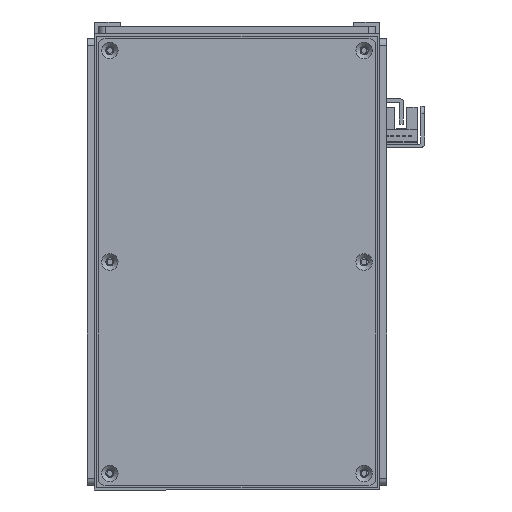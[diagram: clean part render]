
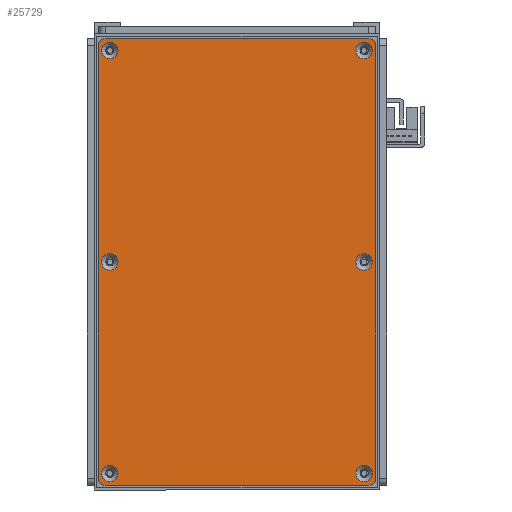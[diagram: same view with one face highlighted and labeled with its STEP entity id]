
A CAD part, front view. The second image highlights one B-rep face of the part: STEP entity #25729.
In plain terms, the highlighted planar face has unit normal (0, -1, 0).
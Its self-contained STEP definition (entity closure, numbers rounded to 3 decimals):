
#2020=FACE_BOUND('',#6115,.T.);
#2021=FACE_BOUND('',#6116,.T.);
#2022=FACE_BOUND('',#6117,.T.);
#2023=FACE_BOUND('',#6118,.T.);
#2024=FACE_BOUND('',#6119,.T.);
#2025=FACE_BOUND('',#6120,.T.);
#3135=CIRCLE('',#28458,3.45);
#3138=CIRCLE('',#28463,3.45);
#3141=CIRCLE('',#28468,3.45);
#3144=CIRCLE('',#28473,3.45);
#3147=CIRCLE('',#28478,3.45);
#3150=CIRCLE('',#28483,3.45);
#3153=CIRCLE('',#28488,3.);
#3155=CIRCLE('',#28491,3.);
#3156=CIRCLE('',#28492,3.);
#3157=CIRCLE('',#28493,3.);
#4458=FACE_OUTER_BOUND('',#6114,.T.);
#6114=EDGE_LOOP('',(#23227,#23228,#23229,#23230,#23231,#23232,#23233,#23234));
#6115=EDGE_LOOP('',(#23235));
#6116=EDGE_LOOP('',(#23236));
#6117=EDGE_LOOP('',(#23237));
#6118=EDGE_LOOP('',(#23238));
#6119=EDGE_LOOP('',(#23239));
#6120=EDGE_LOOP('',(#23240));
#8294=LINE('',#44636,#10481);
#8295=LINE('',#44640,#10482);
#8296=LINE('',#44644,#10483);
#8297=LINE('',#44647,#10484);
#10481=VECTOR('',#35376,10.);
#10482=VECTOR('',#35379,10.);
#10483=VECTOR('',#35382,10.);
#10484=VECTOR('',#35385,10.);
#12860=VERTEX_POINT('',#44566);
#12863=VERTEX_POINT('',#44576);
#12866=VERTEX_POINT('',#44586);
#12869=VERTEX_POINT('',#44596);
#12872=VERTEX_POINT('',#44606);
#12875=VERTEX_POINT('',#44616);
#12878=VERTEX_POINT('',#44626);
#12879=VERTEX_POINT('',#44627);
#12882=VERTEX_POINT('',#44635);
#12883=VERTEX_POINT('',#44637);
#12884=VERTEX_POINT('',#44639);
#12885=VERTEX_POINT('',#44641);
#12886=VERTEX_POINT('',#44643);
#12887=VERTEX_POINT('',#44645);
#16340=EDGE_CURVE('',#12860,#12860,#3135,.T.);
#16345=EDGE_CURVE('',#12863,#12863,#3138,.T.);
#16350=EDGE_CURVE('',#12866,#12866,#3141,.T.);
#16355=EDGE_CURVE('',#12869,#12869,#3144,.T.);
#16360=EDGE_CURVE('',#12872,#12872,#3147,.T.);
#16365=EDGE_CURVE('',#12875,#12875,#3150,.T.);
#16370=EDGE_CURVE('',#12878,#12879,#3153,.T.);
#16374=EDGE_CURVE('',#12878,#12882,#8294,.T.);
#16375=EDGE_CURVE('',#12883,#12882,#3155,.T.);
#16376=EDGE_CURVE('',#12883,#12884,#8295,.T.);
#16377=EDGE_CURVE('',#12885,#12884,#3156,.T.);
#16378=EDGE_CURVE('',#12885,#12886,#8296,.T.);
#16379=EDGE_CURVE('',#12887,#12886,#3157,.T.);
#16380=EDGE_CURVE('',#12887,#12879,#8297,.T.);
#23227=ORIENTED_EDGE('',*,*,#16370,.F.);
#23228=ORIENTED_EDGE('',*,*,#16374,.T.);
#23229=ORIENTED_EDGE('',*,*,#16375,.F.);
#23230=ORIENTED_EDGE('',*,*,#16376,.T.);
#23231=ORIENTED_EDGE('',*,*,#16377,.F.);
#23232=ORIENTED_EDGE('',*,*,#16378,.T.);
#23233=ORIENTED_EDGE('',*,*,#16379,.F.);
#23234=ORIENTED_EDGE('',*,*,#16380,.T.);
#23235=ORIENTED_EDGE('',*,*,#16340,.T.);
#23236=ORIENTED_EDGE('',*,*,#16345,.T.);
#23237=ORIENTED_EDGE('',*,*,#16350,.T.);
#23238=ORIENTED_EDGE('',*,*,#16355,.T.);
#23239=ORIENTED_EDGE('',*,*,#16360,.T.);
#23240=ORIENTED_EDGE('',*,*,#16365,.T.);
#24502=PLANE('',#28490);
#25729=ADVANCED_FACE('',(#4458,#2020,#2021,#2022,#2023,#2024,#2025),#24502,
 .T.);
#28458=AXIS2_PLACEMENT_3D('',#44567,#35296,#35297);
#28463=AXIS2_PLACEMENT_3D('',#44577,#35308,#35309);
#28468=AXIS2_PLACEMENT_3D('',#44587,#35320,#35321);
#28473=AXIS2_PLACEMENT_3D('',#44597,#35332,#35333);
#28478=AXIS2_PLACEMENT_3D('',#44607,#35344,#35345);
#28483=AXIS2_PLACEMENT_3D('',#44617,#35356,#35357);
#28488=AXIS2_PLACEMENT_3D('',#44628,#35368,#35369);
#28490=AXIS2_PLACEMENT_3D('',#44634,#35374,#35375);
#28491=AXIS2_PLACEMENT_3D('',#44638,#35377,#35378);
#28492=AXIS2_PLACEMENT_3D('',#44642,#35380,#35381);
#28493=AXIS2_PLACEMENT_3D('',#44646,#35383,#35384);
#35296=DIRECTION('center_axis',(0.,1.,0.));
#35297=DIRECTION('ref_axis',(1.,0.,0.));
#35308=DIRECTION('center_axis',(0.,1.,0.));
#35309=DIRECTION('ref_axis',(1.,0.,0.));
#35320=DIRECTION('center_axis',(0.,1.,0.));
#35321=DIRECTION('ref_axis',(1.,0.,0.));
#35332=DIRECTION('center_axis',(0.,1.,0.));
#35333=DIRECTION('ref_axis',(1.,0.,0.));
#35344=DIRECTION('center_axis',(0.,1.,0.));
#35345=DIRECTION('ref_axis',(1.,0.,0.));
#35356=DIRECTION('center_axis',(0.,1.,0.));
#35357=DIRECTION('ref_axis',(1.,0.,0.));
#35368=DIRECTION('center_axis',(0.,1.,0.));
#35369=DIRECTION('ref_axis',(-0.707,0.,0.707));
#35374=DIRECTION('center_axis',(0.,-1.,0.));
#35375=DIRECTION('ref_axis',(0.,0.,-1.));
#35376=DIRECTION('',(0.,0.,-1.));
#35377=DIRECTION('center_axis',(0.,1.,0.));
#35378=DIRECTION('ref_axis',(-0.707,0.,-0.707));
#35379=DIRECTION('',(1.,0.,0.));
#35380=DIRECTION('center_axis',(0.,1.,0.));
#35381=DIRECTION('ref_axis',(0.707,0.,-0.707));
#35382=DIRECTION('',(0.,0.,1.));
#35383=DIRECTION('center_axis',(0.,1.,0.));
#35384=DIRECTION('ref_axis',(0.707,0.,0.707));
#35385=DIRECTION('',(-1.,0.,0.));
#44566=CARTESIAN_POINT('',(85.55,-1.5,53.5));
#44567=CARTESIAN_POINT('Origin',(89.,-1.5,53.5));
#44576=CARTESIAN_POINT('',(-3.45,-1.5,-53.5));
#44577=CARTESIAN_POINT('Origin',(0.,-1.5,-53.5));
#44586=CARTESIAN_POINT('',(-92.45,-1.5,53.5));
#44587=CARTESIAN_POINT('Origin',(-89.,-1.5,53.5));
#44596=CARTESIAN_POINT('',(-92.45,-1.5,-53.5));
#44597=CARTESIAN_POINT('Origin',(-89.,-1.5,-53.5));
#44606=CARTESIAN_POINT('',(-3.45,-1.5,53.5));
#44607=CARTESIAN_POINT('Origin',(0.,-1.5,53.5));
#44616=CARTESIAN_POINT('',(85.55,-1.5,-53.5));
#44617=CARTESIAN_POINT('Origin',(89.,-1.5,-53.5));
#44626=CARTESIAN_POINT('',(-94.,-1.5,55.5));
#44627=CARTESIAN_POINT('',(-91.,-1.5,58.5));
#44628=CARTESIAN_POINT('Origin',(-91.,-1.5,55.5));
#44634=CARTESIAN_POINT('Origin',(0.,-1.5,0.));
#44635=CARTESIAN_POINT('',(-94.,-1.5,-55.5));
#44636=CARTESIAN_POINT('',(-94.,-1.5,58.5));
#44637=CARTESIAN_POINT('',(-91.,-1.5,-58.5));
#44638=CARTESIAN_POINT('Origin',(-91.,-1.5,-55.5));
#44639=CARTESIAN_POINT('',(91.,-1.5,-58.5));
#44640=CARTESIAN_POINT('',(-94.,-1.5,-58.5));
#44641=CARTESIAN_POINT('',(94.,-1.5,-55.5));
#44642=CARTESIAN_POINT('Origin',(91.,-1.5,-55.5));
#44643=CARTESIAN_POINT('',(94.,-1.5,55.5));
#44644=CARTESIAN_POINT('',(94.,-1.5,-58.5));
#44645=CARTESIAN_POINT('',(91.,-1.5,58.5));
#44646=CARTESIAN_POINT('Origin',(91.,-1.5,55.5));
#44647=CARTESIAN_POINT('',(94.,-1.5,58.5));
